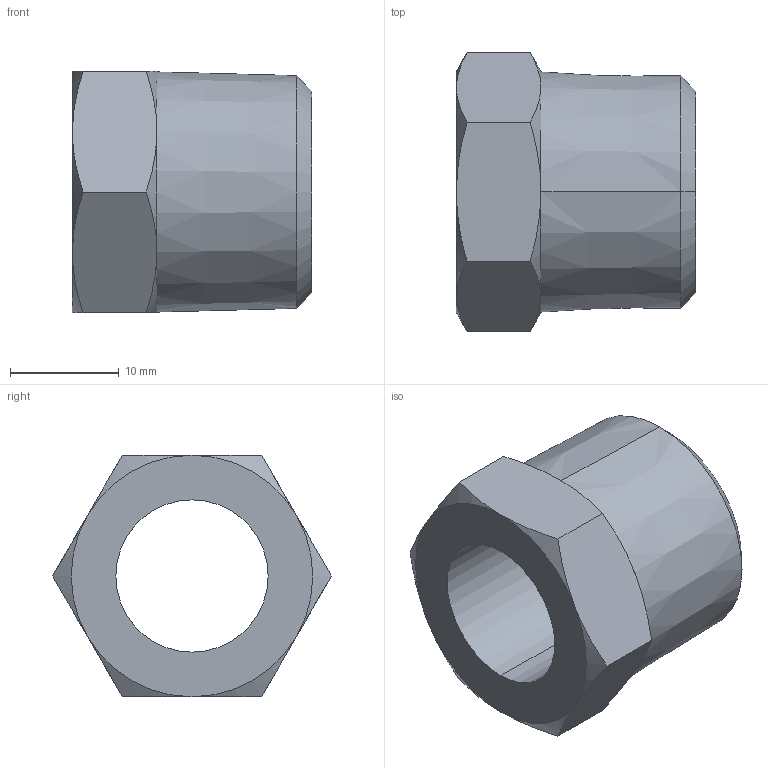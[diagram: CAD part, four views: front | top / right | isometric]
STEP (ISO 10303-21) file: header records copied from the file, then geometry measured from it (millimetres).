
FILE_DESCRIPTION (( 'STEP AP203' ), '1' );
FILE_NAME ('4810T204_REV_.step', '2025-09-15T04:33:51', ( '' ), ( '' ), 'SwSTEP 2.0', 'SolidWorks 2024', '' );
FILE_SCHEMA (( 'CONFIG_CONTROL_DESIGN' ));
Length unit declared in the file: millimetre
Products named in the file (1): 4810T204_REV_
Bounding box: 22 x 25.63 x 22.2 mm (x, y, z)
Volume: 5112.1 mm3; surface area: 2961.2 mm2
Topology: 1 solids, 1 shells, 27 faces, 58 edges, 34 vertices
Faces by surface type: cone 16, plane 9, cylinder 2
Entity records: 899 total; most frequent: CARTESIAN_POINT 264, ORIENTED_EDGE 116, DIRECTION 112, EDGE_CURVE 58, AXIS2_PLACEMENT_3D 50, VERTEX_POINT 34, EDGE_LOOP 30, ADVANCED_FACE 27
